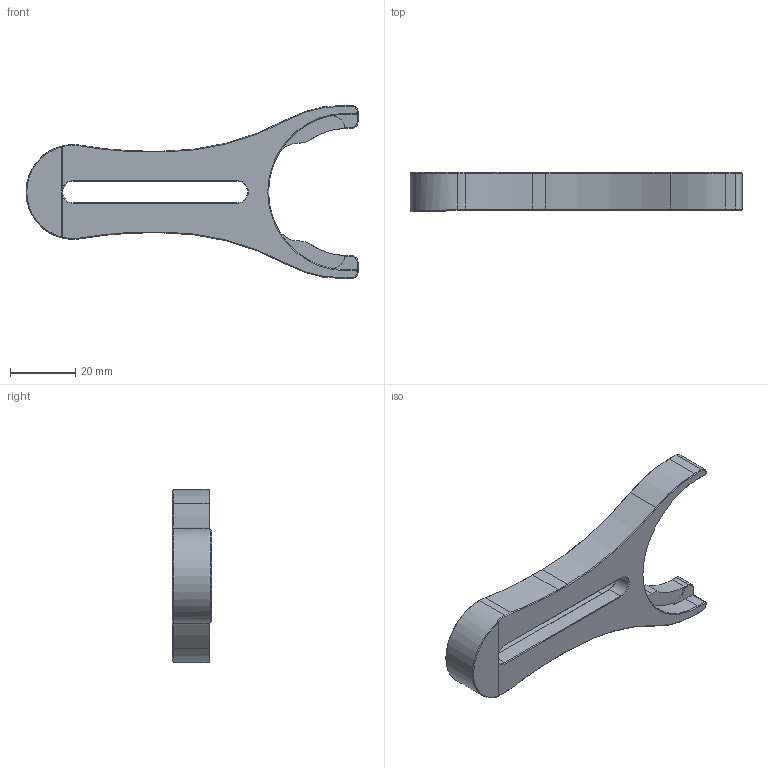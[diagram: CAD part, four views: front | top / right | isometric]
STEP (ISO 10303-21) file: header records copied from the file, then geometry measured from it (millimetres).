
FILE_DESCRIPTION (( 'STEP AP203' ), '1' );
FILE_NAME ('1.4.5.19_ZGY-1.5S_ｲｻﾐ篋ﾖ1.5ﾓ｢ｴ郢簷ｧｲ賻ﾍﾑｹｰ螢ｬA.STEP', '2023-02-28T00:53:01', ( '' ), ( '' ), 'SwSTEP 2.0', 'SolidWorks 2021', '' );
FILE_SCHEMA (( 'CONFIG_CONTROL_DESIGN' ));
Length unit declared in the file: millimetre
Products named in the file (1): 1.4.5.19_ZGY-1.5S_不锈钢1.5英寸光学叉型压板，A
Bounding box: 101.6 x 12 x 53 mm (x, y, z)
Volume: 20599.8 mm3; surface area: 9189.8 mm2
Topology: 1 solids, 1 shells, 128 faces, 307 edges, 181 vertices
Faces by surface type: plane 50, cone 48, cylinder 30
Entity records: 3750 total; most frequent: DIRECTION 673, CARTESIAN_POINT 647, ORIENTED_EDGE 614, EDGE_CURVE 307, AXIS2_PLACEMENT_3D 247, VERTEX_POINT 181, LINE 179, VECTOR 179
